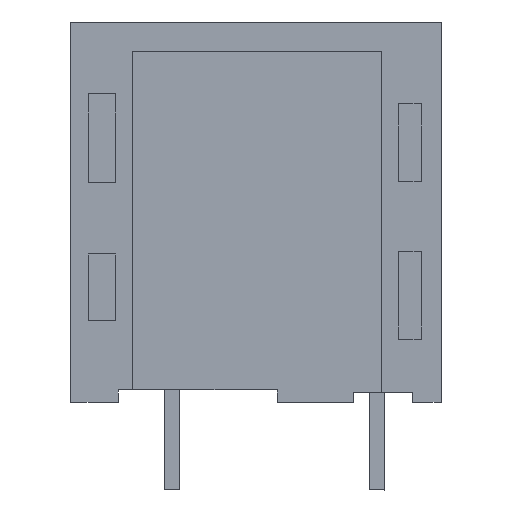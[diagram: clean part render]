
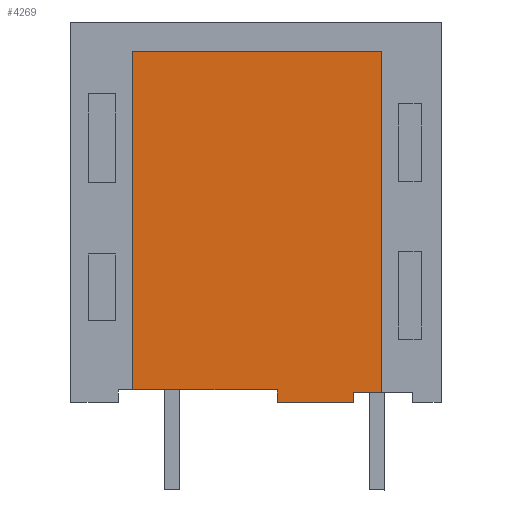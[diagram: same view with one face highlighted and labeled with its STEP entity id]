
A CAD part, left-side view. The second image highlights one B-rep face of the part: STEP entity #4269.
In plain terms, the highlighted planar face has unit normal (-1, 0, 0).
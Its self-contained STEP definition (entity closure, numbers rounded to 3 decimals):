
#4245=AXIS2_PLACEMENT_3D('Plane Axis2P3D',#4242,#4243,#4244) ;
#355=CARTESIAN_POINT('Vertex',(1.1,6.55,4.)) ;
#358=CARTESIAN_POINT('Line Origine',(1.1,9.439,4.)) ;
#362=CARTESIAN_POINT('Vertex',(1.1,12.329,4.)) ;
#389=CARTESIAN_POINT('Line Origine',(1.1,12.329,10.764)) ;
#393=CARTESIAN_POINT('Vertex',(1.1,12.329,17.529)) ;
#418=CARTESIAN_POINT('Vertex',(1.1,2.371,17.529)) ;
#421=CARTESIAN_POINT('Line Origine',(1.1,7.35,17.529)) ;
#439=CARTESIAN_POINT('Line Origine',(1.1,2.371,10.714)) ;
#443=CARTESIAN_POINT('Vertex',(1.1,2.371,3.9)) ;
#468=CARTESIAN_POINT('Vertex',(1.1,3.5,3.9)) ;
#485=CARTESIAN_POINT('Line Origine',(1.1,2.936,3.9)) ;
#4226=CARTESIAN_POINT('Vertex',(1.1,6.55,3.5)) ;
#4229=CARTESIAN_POINT('Line Origine',(1.1,6.55,3.75)) ;
#4242=CARTESIAN_POINT('Axis2P3D Location',(1.1,14.8,0.)) ;
#4247=CARTESIAN_POINT('Line Origine',(1.1,5.025,3.5)) ;
#4251=CARTESIAN_POINT('Vertex',(1.1,3.5,3.5)) ;
#4254=CARTESIAN_POINT('Line Origine',(1.1,3.5,3.7)) ;
#359=DIRECTION('Vector Direction',(0.,1.,0.)) ;
#390=DIRECTION('Vector Direction',(0.,0.,-1.)) ;
#422=DIRECTION('Vector Direction',(0.,-1.,0.)) ;
#440=DIRECTION('Vector Direction',(0.,0.,1.)) ;
#486=DIRECTION('Vector Direction',(0.,-1.,0.)) ;
#4230=DIRECTION('Vector Direction',(0.,0.,1.)) ;
#4243=DIRECTION('Axis2P3D Direction',(-1.,0.,0.)) ;
#4244=DIRECTION('Axis2P3D XDirection',(0.,-1.,0.)) ;
#4248=DIRECTION('Vector Direction',(0.,1.,0.)) ;
#4255=DIRECTION('Vector Direction',(0.,0.,1.)) ;
#360=VECTOR('Line Direction',#359,1.) ;
#391=VECTOR('Line Direction',#390,1.) ;
#423=VECTOR('Line Direction',#422,1.) ;
#441=VECTOR('Line Direction',#440,1.) ;
#487=VECTOR('Line Direction',#486,1.) ;
#4231=VECTOR('Line Direction',#4230,1.) ;
#4249=VECTOR('Line Direction',#4248,1.) ;
#4256=VECTOR('Line Direction',#4255,1.) ;
#4260=ORIENTED_EDGE('',*,*,#364,.F.) ;
#4261=ORIENTED_EDGE('',*,*,#4233,.F.) ;
#4262=ORIENTED_EDGE('',*,*,#4253,.T.) ;
#4263=ORIENTED_EDGE('',*,*,#4258,.T.) ;
#4264=ORIENTED_EDGE('',*,*,#489,.T.) ;
#4265=ORIENTED_EDGE('',*,*,#445,.T.) ;
#4266=ORIENTED_EDGE('',*,*,#425,.T.) ;
#4267=ORIENTED_EDGE('',*,*,#395,.T.) ;
#4269=ADVANCED_FACE('HOUSING',(#4268),#4246,.T.) ;
#364=EDGE_CURVE('',#356,#363,#361,.T.) ;
#395=EDGE_CURVE('',#394,#363,#392,.T.) ;
#425=EDGE_CURVE('',#419,#394,#424,.F.) ;
#445=EDGE_CURVE('',#444,#419,#442,.T.) ;
#489=EDGE_CURVE('',#469,#444,#488,.T.) ;
#4233=EDGE_CURVE('',#4227,#356,#4232,.T.) ;
#4253=EDGE_CURVE('',#4227,#4252,#4250,.F.) ;
#4258=EDGE_CURVE('',#4252,#469,#4257,.T.) ;
#4259=EDGE_LOOP('',(#4260,#4261,#4262,#4263,#4264,#4265,#4266,#4267)) ;
#4268=FACE_OUTER_BOUND('',#4259,.T.) ;
#361=LINE('Line',#358,#360) ;
#392=LINE('Line',#389,#391) ;
#424=LINE('Line',#421,#423) ;
#442=LINE('Line',#439,#441) ;
#488=LINE('Line',#485,#487) ;
#4232=LINE('Line',#4229,#4231) ;
#4250=LINE('Line',#4247,#4249) ;
#4257=LINE('Line',#4254,#4256) ;
#4246=PLANE('',#4245) ;
#356=VERTEX_POINT('',#355) ;
#363=VERTEX_POINT('',#362) ;
#394=VERTEX_POINT('',#393) ;
#419=VERTEX_POINT('',#418) ;
#444=VERTEX_POINT('',#443) ;
#469=VERTEX_POINT('',#468) ;
#4227=VERTEX_POINT('',#4226) ;
#4252=VERTEX_POINT('',#4251) ;
